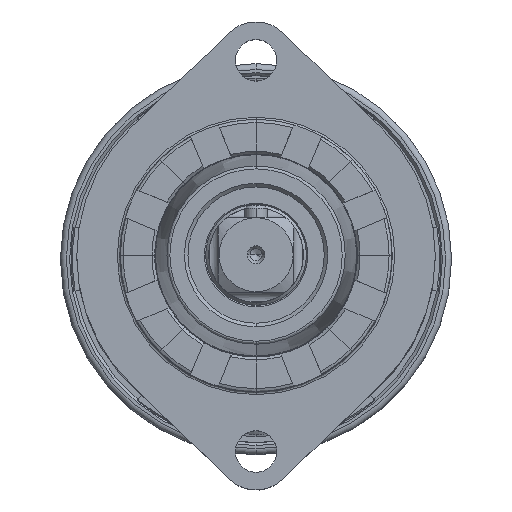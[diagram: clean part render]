
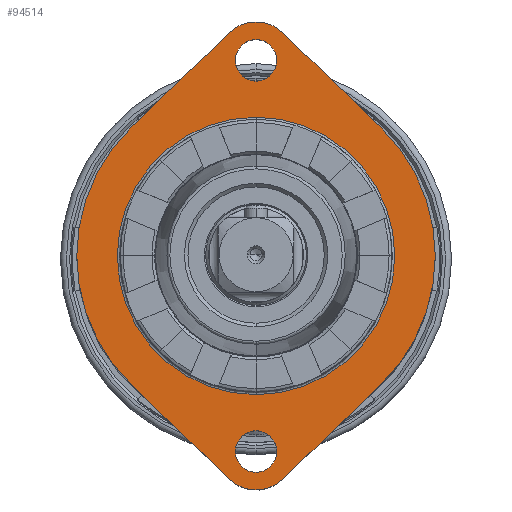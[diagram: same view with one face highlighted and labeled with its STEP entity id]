
A CAD part, top view. The second image highlights one B-rep face of the part: STEP entity #94514.
In plain terms, the highlighted planar face has unit normal (0, 0, 1).
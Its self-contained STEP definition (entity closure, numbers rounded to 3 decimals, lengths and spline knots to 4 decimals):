
#19989=CARTESIAN_POINT('',(0.0002,1.2994,
19.4802));
#19990=DIRECTION('',(0.,0.,-1.));
#19991=DIRECTION('',(-0.694,0.72,0.));
#19992=AXIS2_PLACEMENT_3D('',#19989,#19990,#19991);
#19994=DIRECTION('',(0.72,-0.694,0.));
#19995=VECTOR('',#19994,0.902);
#19996=CARTESIAN_POINT('',(0.1779,1.4836,
19.4802));
#19997=LINE('',#19996,#19995);
#19998=CARTESIAN_POINT('',(0.0002,0.0002,
19.4803));
#19999=DIRECTION('',(0.,0.,-1.));
#20000=DIRECTION('',(0.694,0.72,0.));
#20001=AXIS2_PLACEMENT_3D('',#19998,#19999,#20000);
#20003=DIRECTION('',(-0.72,-0.694,0.));
#20004=VECTOR('',#20003,0.902);
#20005=CARTESIAN_POINT('',(0.8271,-0.8569,
19.4803));
#20006=LINE('',#20005,#20004);
#20007=CARTESIAN_POINT('',(0.0002,-1.299,
19.4804));
#20008=DIRECTION('',(0.,0.,-1.));
#20009=DIRECTION('',(0.694,-0.72,0.));
#20010=AXIS2_PLACEMENT_3D('',#20007,#20008,#20009);
#20012=DIRECTION('',(-0.72,0.694,0.));
#20013=VECTOR('',#20012,0.902);
#20014=CARTESIAN_POINT('',(-0.1775,-1.4832,
19.4805));
#20015=LINE('',#20014,#20013);
#20016=CARTESIAN_POINT('',(0.0002,0.0002,
19.4803));
#20017=DIRECTION('',(0.,0.,-1.));
#20018=DIRECTION('',(-0.694,-0.72,0.));
#20019=AXIS2_PLACEMENT_3D('',#20016,#20017,#20018);
#20021=DIRECTION('',(0.72,0.694,0.));
#20022=VECTOR('',#20021,0.902);
#20023=CARTESIAN_POINT('',(-0.8267,0.8573,
19.4803));
#20024=LINE('',#20023,#20022);
#20025=CARTESIAN_POINT('',(0.0002,-1.299,
19.4804));
#20026=DIRECTION('',(0.,0.,1.));
#20027=DIRECTION('',(-1.,0.,0.));
#20028=AXIS2_PLACEMENT_3D('',#20025,#20026,#20027);
#20030=CARTESIAN_POINT('',(0.0002,-1.299,
19.4804));
#20031=DIRECTION('',(0.,0.,1.));
#20032=DIRECTION('',(1.,0.,0.));
#20033=AXIS2_PLACEMENT_3D('',#20030,#20031,#20032);
#20035=CARTESIAN_POINT('',(0.0002,1.2994,
19.4802));
#20036=DIRECTION('',(0.,0.,1.));
#20037=DIRECTION('',(-1.,0.,0.));
#20038=AXIS2_PLACEMENT_3D('',#20035,#20036,#20037);
#20040=CARTESIAN_POINT('',(0.0002,1.2994,
19.4802));
#20041=DIRECTION('',(0.,0.,1.));
#20042=DIRECTION('',(1.,0.,0.));
#20043=AXIS2_PLACEMENT_3D('',#20040,#20041,#20042);
#20045=CARTESIAN_POINT('',(0.0002,0.0002,
19.4803));
#20046=DIRECTION('',(0.,0.,-1.));
#20047=DIRECTION('',(0.,-1.,0.));
#20048=AXIS2_PLACEMENT_3D('',#20045,#20046,#20047);
#20050=CARTESIAN_POINT('',(0.0002,0.0002,
19.4803));
#20051=DIRECTION('',(0.,0.,-1.));
#20052=DIRECTION('',(0.,1.,0.));
#20053=AXIS2_PLACEMENT_3D('',#20050,#20051,#20052);
#79675=CARTESIAN_POINT('',(-0.1775,1.4836,
19.4802));
#79676=CARTESIAN_POINT('',(0.1779,1.4836,
19.4802));
#79677=VERTEX_POINT('',#79675);
#79678=VERTEX_POINT('',#79676);
#79679=CARTESIAN_POINT('',(0.8271,0.8573,
19.4802));
#79680=VERTEX_POINT('',#79679);
#79681=CARTESIAN_POINT('',(0.8271,-0.8569,
19.4803));
#79682=VERTEX_POINT('',#79681);
#79683=CARTESIAN_POINT('',(0.1779,-1.4832,
19.4804));
#79684=VERTEX_POINT('',#79683);
#79685=CARTESIAN_POINT('',(-0.1775,-1.4832,
19.4805));
#79686=VERTEX_POINT('',#79685);
#79687=CARTESIAN_POINT('',(-0.8267,-0.8569,
19.4805));
#79688=VERTEX_POINT('',#79687);
#79689=CARTESIAN_POINT('',(-0.8267,0.8573,
19.4803));
#79690=VERTEX_POINT('',#79689);
#79695=CARTESIAN_POINT('',(-0.1376,-1.299,
19.4805));
#79696=CARTESIAN_POINT('',(0.138,-1.299,
19.4804));
#79697=VERTEX_POINT('',#79695);
#79698=VERTEX_POINT('',#79696);
#79703=CARTESIAN_POINT('',(-0.1376,1.2994,
19.4802));
#79704=CARTESIAN_POINT('',(0.138,1.2994,
19.4802));
#79705=VERTEX_POINT('',#79703);
#79706=VERTEX_POINT('',#79704);
#79711=CARTESIAN_POINT('',(0.0002,-0.9211,
19.4804));
#79712=CARTESIAN_POINT('',(0.0002,0.9215,
19.4802));
#79713=VERTEX_POINT('',#79711);
#79714=VERTEX_POINT('',#79712);
#94481=CARTESIAN_POINT('',(0.0002,0.0002,
19.4803));
#94482=DIRECTION('',(0.,0.,-1.));
#94483=DIRECTION('',(-1.,0.,0.));
#94484=AXIS2_PLACEMENT_3D('',#94481,#94482,#94483);
#94485=PLANE('',#94484);
#94486=ORIENTED_EDGE('',*,*,#94377,.T.);
#94487=ORIENTED_EDGE('',*,*,#94392,.T.);
#94488=ORIENTED_EDGE('',*,*,#94406,.T.);
#94489=ORIENTED_EDGE('',*,*,#94420,.T.);
#94490=ORIENTED_EDGE('',*,*,#94434,.T.);
#94491=ORIENTED_EDGE('',*,*,#94448,.T.);
#94492=ORIENTED_EDGE('',*,*,#94462,.T.);
#94493=ORIENTED_EDGE('',*,*,#94475,.T.);
#94494=EDGE_LOOP('',(#94486,#94487,#94488,#94489,#94490,#94491,#94492,#94493));
#94495=FACE_OUTER_BOUND('',#94494,.F.);
#94497=ORIENTED_EDGE('',*,*,#94496,.T.);
#94499=ORIENTED_EDGE('',*,*,#94498,.T.);
#94500=EDGE_LOOP('',(#94497,#94499));
#94501=FACE_BOUND('',#94500,.F.);
#94503=ORIENTED_EDGE('',*,*,#94502,.T.);
#94505=ORIENTED_EDGE('',*,*,#94504,.T.);
#94506=EDGE_LOOP('',(#94503,#94505));
#94507=FACE_BOUND('',#94506,.F.);
#94509=ORIENTED_EDGE('',*,*,#94508,.F.);
#94511=ORIENTED_EDGE('',*,*,#94510,.F.);
#94512=EDGE_LOOP('',(#94509,#94511));
#94513=FACE_BOUND('',#94512,.F.);
#94514=ADVANCED_FACE('',(#94495,#94501,#94507,#94513),#94485,.F.);
#19993=CIRCLE('',#19992,0.2559);
#20002=CIRCLE('',#20001,1.1909);
#20011=CIRCLE('',#20010,0.2559);
#20020=CIRCLE('',#20019,1.1909);
#20029=CIRCLE('',#20028,0.1378);
#20034=CIRCLE('',#20033,0.1378);
#20039=CIRCLE('',#20038,0.1378);
#20044=CIRCLE('',#20043,0.1378);
#20049=CIRCLE('',#20048,0.9213);
#20054=CIRCLE('',#20053,0.9213);
#94377=EDGE_CURVE('',#79677,#79678,#19993,.T.);
#94392=EDGE_CURVE('',#79678,#79680,#19997,.T.);
#94406=EDGE_CURVE('',#79680,#79682,#20002,.T.);
#94420=EDGE_CURVE('',#79682,#79684,#20006,.T.);
#94434=EDGE_CURVE('',#79684,#79686,#20011,.T.);
#94448=EDGE_CURVE('',#79686,#79688,#20015,.T.);
#94462=EDGE_CURVE('',#79688,#79690,#20020,.T.);
#94475=EDGE_CURVE('',#79690,#79677,#20024,.T.);
#94496=EDGE_CURVE('',#79697,#79698,#20029,.T.);
#94498=EDGE_CURVE('',#79698,#79697,#20034,.T.);
#94502=EDGE_CURVE('',#79705,#79706,#20039,.T.);
#94504=EDGE_CURVE('',#79706,#79705,#20044,.T.);
#94508=EDGE_CURVE('',#79713,#79714,#20049,.T.);
#94510=EDGE_CURVE('',#79714,#79713,#20054,.T.);
